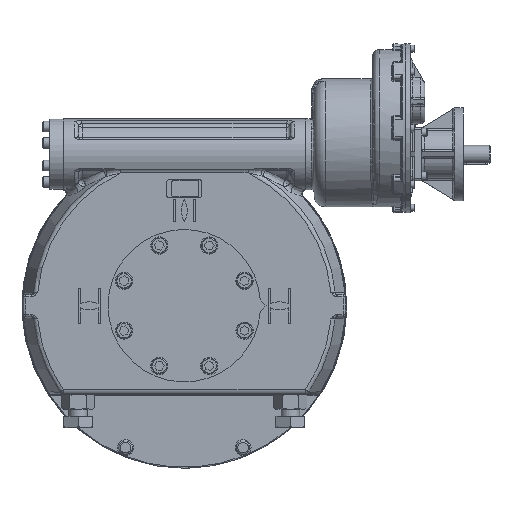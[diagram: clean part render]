
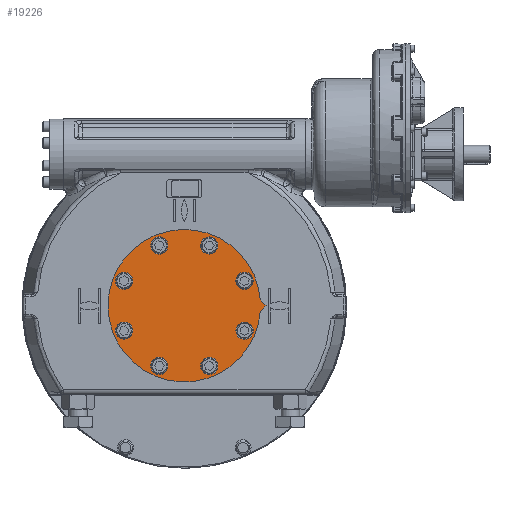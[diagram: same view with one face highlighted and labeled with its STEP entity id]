
A CAD part, top view. The second image highlights one B-rep face of the part: STEP entity #19226.
In plain terms, the highlighted planar face has unit normal (0, 0, 1).
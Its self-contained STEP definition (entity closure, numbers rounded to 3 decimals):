
#1237=LINE('',#46999,#2401);
#1241=LINE('',#47008,#2405);
#2401=VECTOR('',#27149,1000.);
#2405=VECTOR('',#27155,1000.);
#8153=ORIENTED_EDGE('',*,*,#11410,.F.);
#8154=ORIENTED_EDGE('',*,*,#11411,.F.);
#8155=ORIENTED_EDGE('',*,*,#11412,.F.);
#8156=ORIENTED_EDGE('',*,*,#11413,.F.);
#8157=ORIENTED_EDGE('',*,*,#11414,.F.);
#8158=ORIENTED_EDGE('',*,*,#11415,.F.);
#8159=ORIENTED_EDGE('',*,*,#11416,.F.);
#8160=ORIENTED_EDGE('',*,*,#11417,.F.);
#8161=ORIENTED_EDGE('',*,*,#11401,.T.);
#8162=ORIENTED_EDGE('',*,*,#11405,.T.);
#8163=ORIENTED_EDGE('',*,*,#11408,.T.);
#11401=EDGE_CURVE('',#13453,#13454,#1237,.T.);
#11405=EDGE_CURVE('',#13454,#13457,#1241,.T.);
#11408=EDGE_CURVE('',#13457,#13453,#14641,.T.);
#11410=EDGE_CURVE('',#13459,#13459,#14643,.T.);
#11411=EDGE_CURVE('',#13460,#13460,#14644,.T.);
#11412=EDGE_CURVE('',#13461,#13461,#14645,.T.);
#11413=EDGE_CURVE('',#13462,#13462,#14646,.T.);
#11414=EDGE_CURVE('',#13463,#13463,#14647,.T.);
#11415=EDGE_CURVE('',#13464,#13464,#14648,.T.);
#11416=EDGE_CURVE('',#13465,#13465,#14649,.T.);
#11417=EDGE_CURVE('',#13466,#13466,#14650,.T.);
#13453=VERTEX_POINT('',#47000);
#13454=VERTEX_POINT('',#47001);
#13457=VERTEX_POINT('',#47009);
#13459=VERTEX_POINT('',#47018);
#13460=VERTEX_POINT('',#47020);
#13461=VERTEX_POINT('',#47022);
#13462=VERTEX_POINT('',#47024);
#13463=VERTEX_POINT('',#47026);
#13464=VERTEX_POINT('',#47028);
#13465=VERTEX_POINT('',#47030);
#13466=VERTEX_POINT('',#47032);
#14641=CIRCLE('',#22297,172.5);
#14643=CIRCLE('',#22300,12.5);
#14644=CIRCLE('',#22301,12.5);
#14645=CIRCLE('',#22302,12.5);
#14646=CIRCLE('',#22303,12.5);
#14647=CIRCLE('',#22304,12.5);
#14648=CIRCLE('',#22305,12.5);
#14649=CIRCLE('',#22306,12.5);
#14650=CIRCLE('',#22307,12.5);
#16005=EDGE_LOOP('',(#8153));
#16006=EDGE_LOOP('',(#8154));
#16007=EDGE_LOOP('',(#8155));
#16008=EDGE_LOOP('',(#8156));
#16009=EDGE_LOOP('',(#8157));
#16010=EDGE_LOOP('',(#8158));
#16011=EDGE_LOOP('',(#8159));
#16012=EDGE_LOOP('',(#8160));
#16013=EDGE_LOOP('',(#8161,#8162,#8163));
#17475=FACE_BOUND('',#16005,.T.);
#17476=FACE_BOUND('',#16006,.T.);
#17477=FACE_BOUND('',#16007,.T.);
#17478=FACE_BOUND('',#16008,.T.);
#17479=FACE_BOUND('',#16009,.T.);
#17480=FACE_BOUND('',#16010,.T.);
#17481=FACE_BOUND('',#16011,.T.);
#17482=FACE_BOUND('',#16012,.T.);
#17483=FACE_BOUND('',#16013,.T.);
#18131=PLANE('',#22299);
#19226=ADVANCED_FACE('',(#17475,#17476,#17477,#17478,#17479,#17480,#17481,
#17482,#17483),#18131,.T.);
#22297=AXIS2_PLACEMENT_3D('',#47014,#27160,#27161);
#22299=AXIS2_PLACEMENT_3D('',#47016,#27164,#27165);
#22300=AXIS2_PLACEMENT_3D('',#47017,#27166,#27167);
#22301=AXIS2_PLACEMENT_3D('',#47019,#27168,#27169);
#22302=AXIS2_PLACEMENT_3D('',#47021,#27170,#27171);
#22303=AXIS2_PLACEMENT_3D('',#47023,#27172,#27173);
#22304=AXIS2_PLACEMENT_3D('',#47025,#27174,#27175);
#22305=AXIS2_PLACEMENT_3D('',#47027,#27176,#27177);
#22306=AXIS2_PLACEMENT_3D('',#47029,#27178,#27179);
#22307=AXIS2_PLACEMENT_3D('',#47031,#27180,#27181);
#27149=DIRECTION('',(0.707,0.707,0.));
#27155=DIRECTION('',(-0.707,0.707,0.));
#27160=DIRECTION('',(0.,0.,1.));
#27161=DIRECTION('',(1.,0.,0.));
#27164=DIRECTION('',(0.,0.,1.));
#27165=DIRECTION('',(1.,0.,0.));
#27166=DIRECTION('',(0.,0.,1.));
#27167=DIRECTION('',(0.707,-0.707,0.));
#27168=DIRECTION('',(0.,0.,1.));
#27169=DIRECTION('',(0.,-1.,0.));
#27170=DIRECTION('',(0.,0.,1.));
#27171=DIRECTION('',(-0.707,-0.707,0.));
#27172=DIRECTION('',(0.,0.,1.));
#27173=DIRECTION('',(-1.,0.,0.));
#27174=DIRECTION('',(0.,0.,1.));
#27175=DIRECTION('',(-0.707,0.707,0.));
#27176=DIRECTION('',(0.,0.,1.));
#27177=DIRECTION('',(0.,1.,0.));
#27178=DIRECTION('',(0.,0.,1.));
#27179=DIRECTION('',(0.707,0.707,0.));
#27180=DIRECTION('',(0.,0.,1.));
#27181=DIRECTION('',(1.,0.,0.));
#46999=CARTESIAN_POINT('',(185.,0.,78.25));
#47000=CARTESIAN_POINT('',(172.01,-12.99,78.25));
#47001=CARTESIAN_POINT('',(185.,0.,78.25));
#47008=CARTESIAN_POINT('',(185.,0.,78.25));
#47009=CARTESIAN_POINT('',(172.01,12.99,78.25));
#47014=CARTESIAN_POINT('',(0.,0.,78.25));
#47016=CARTESIAN_POINT('',(0.,0.,78.25));
#47017=CARTESIAN_POINT('',(56.446,-136.272,78.25));
#47018=CARTESIAN_POINT('',(65.285,-145.111,78.25));
#47019=CARTESIAN_POINT('',(-56.446,-136.272,78.25));
#47020=CARTESIAN_POINT('',(-56.446,-148.772,78.25));
#47021=CARTESIAN_POINT('',(-136.272,-56.446,78.25));
#47022=CARTESIAN_POINT('',(-145.111,-65.285,78.25));
#47023=CARTESIAN_POINT('',(-136.272,56.446,78.25));
#47024=CARTESIAN_POINT('',(-148.772,56.446,78.25));
#47025=CARTESIAN_POINT('',(-56.446,136.272,78.25));
#47026=CARTESIAN_POINT('',(-65.285,145.111,78.25));
#47027=CARTESIAN_POINT('',(56.446,136.272,78.25));
#47028=CARTESIAN_POINT('',(56.446,148.772,78.25));
#47029=CARTESIAN_POINT('',(136.272,56.446,78.25));
#47030=CARTESIAN_POINT('',(145.111,65.285,78.25));
#47031=CARTESIAN_POINT('',(136.272,-56.446,78.25));
#47032=CARTESIAN_POINT('',(148.772,-56.446,78.25));
